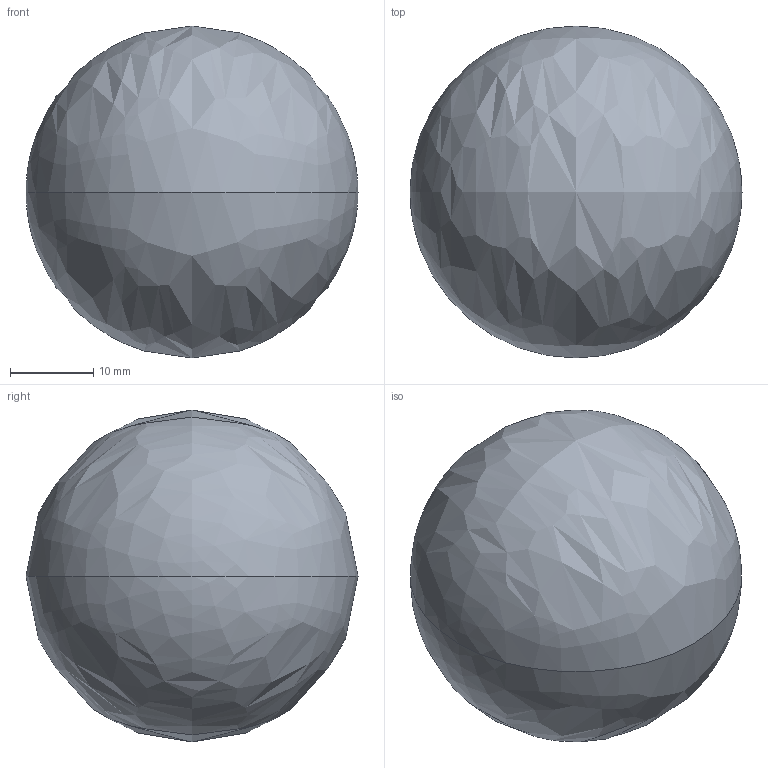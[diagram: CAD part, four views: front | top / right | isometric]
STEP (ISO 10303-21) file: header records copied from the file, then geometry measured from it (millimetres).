
FILE_DESCRIPTION (( 'STEP AP214' ), '1' );
FILE_NAME ('PopCorn.STEP', '2015-04-28T13:27:32', ( '' ), ( '' ), 'SwSTEP 2.0', 'SolidWorks 2015', '' );
FILE_SCHEMA (( 'AUTOMOTIVE_DESIGN' ));
Length unit declared in the file: millimetre
Products named in the file (1): PopCorn
Bounding box: 40 x 40 x 40 mm (x, y, z)
Volume: 33509.5 mm3; surface area: 5026.4 mm2
Topology: 1 solids, 1 shells, 2 faces, 6 edges, 2 vertices
Faces by surface type: bspline 2
Entity records: 122 total; most frequent: CARTESIAN_POINT 37, DIRECTION 6, UNCERTAINTY_MEASURE_WITH_UNIT 5, FILL_AREA_STYLE 4, PRESENTATION_LAYER_ASSIGNMENT 4, SURFACE_SIDE_STYLE 4, COLOUR_RGB 4, SURFACE_STYLE_FILL_AREA 4
